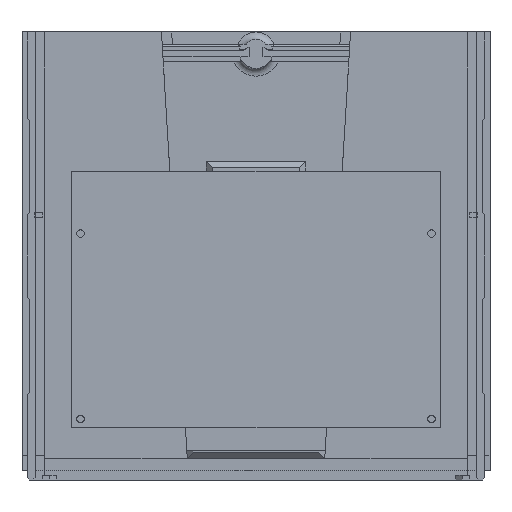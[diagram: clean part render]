
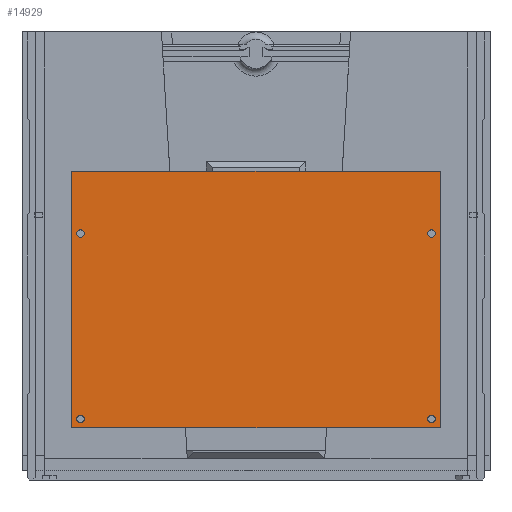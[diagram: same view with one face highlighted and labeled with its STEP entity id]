
A CAD part, top view. The second image highlights one B-rep face of the part: STEP entity #14929.
In plain terms, the highlighted planar face has unit normal (0, 0, 1).
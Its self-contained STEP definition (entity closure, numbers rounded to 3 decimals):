
#14589=CARTESIAN_POINT('',(74.,-139.,24.));
#14590=VERTEX_POINT('',#14589);
#14597=CARTESIAN_POINT('',(-74.,-139.,24.));
#14598=VERTEX_POINT('',#14597);
#14599=CARTESIAN_POINT('',(-74.,-139.,24.));
#14600=DIRECTION('',(1.,0.,0.));
#14601=VECTOR('',#14600,148.);
#14602=LINE('',#14599,#14601);
#14603=EDGE_CURVE('',#14598,#14590,#14602,.T.);
#14627=CARTESIAN_POINT('',(74.,-36.,24.));
#14628=VERTEX_POINT('',#14627);
#14635=CARTESIAN_POINT('',(74.,-139.,24.));
#14636=DIRECTION('',(-0.,1.,0.));
#14637=VECTOR('',#14636,103.);
#14638=LINE('',#14635,#14637);
#14639=EDGE_CURVE('',#14590,#14628,#14638,.T.);
#14658=CARTESIAN_POINT('',(-74.,-36.,24.));
#14659=VERTEX_POINT('',#14658);
#14666=CARTESIAN_POINT('',(74.,-36.,24.));
#14667=DIRECTION('',(-1.,-0.,0.));
#14668=VECTOR('',#14667,148.);
#14669=LINE('',#14666,#14668);
#14670=EDGE_CURVE('',#14628,#14659,#14669,.T.);
#14683=CARTESIAN_POINT('',(69.,-135.5,24.));
#14684=VERTEX_POINT('',#14683);
#14708=CARTESIAN_POINT('',(72.,-135.5,24.));
#14709=VERTEX_POINT('',#14708);
#14710=CARTESIAN_POINT('',(70.5,-135.5,24.));
#14711=DIRECTION('',(0.,0.,1.));
#14712=DIRECTION('',(1.,0.,-0.));
#14713=AXIS2_PLACEMENT_3D('',#14710,#14711,#14712);
#14714=CIRCLE('',#14713,1.5);
#14715=EDGE_CURVE('',#14684,#14709,#14714,.T.);
#14717=CARTESIAN_POINT('',(70.5,-135.5,24.));
#14718=DIRECTION('',(0.,0.,1.));
#14719=DIRECTION('',(1.,0.,-0.));
#14720=AXIS2_PLACEMENT_3D('',#14717,#14718,#14719);
#14721=CIRCLE('',#14720,1.5);
#14722=EDGE_CURVE('',#14709,#14684,#14721,.T.);
#14739=CARTESIAN_POINT('',(-74.,-36.,24.));
#14740=DIRECTION('',(0.,-1.,0.));
#14741=VECTOR('',#14740,103.);
#14742=LINE('',#14739,#14741);
#14743=EDGE_CURVE('',#14659,#14598,#14742,.T.);
#14756=CARTESIAN_POINT('',(-72.,-135.5,24.));
#14757=VERTEX_POINT('',#14756);
#14781=CARTESIAN_POINT('',(-69.,-135.5,24.));
#14782=VERTEX_POINT('',#14781);
#14783=CARTESIAN_POINT('',(-70.5,-135.5,24.));
#14784=DIRECTION('',(0.,0.,1.));
#14785=DIRECTION('',(1.,0.,-0.));
#14786=AXIS2_PLACEMENT_3D('',#14783,#14784,#14785);
#14787=CIRCLE('',#14786,1.5);
#14788=EDGE_CURVE('',#14757,#14782,#14787,.T.);
#14790=CARTESIAN_POINT('',(-70.5,-135.5,24.));
#14791=DIRECTION('',(0.,0.,1.));
#14792=DIRECTION('',(1.,0.,-0.));
#14793=AXIS2_PLACEMENT_3D('',#14790,#14791,#14792);
#14794=CIRCLE('',#14793,1.5);
#14795=EDGE_CURVE('',#14782,#14757,#14794,.T.);
#14807=CARTESIAN_POINT('',(-72.,-61.,24.));
#14808=VERTEX_POINT('',#14807);
#14832=CARTESIAN_POINT('',(-69.,-61.,24.));
#14833=VERTEX_POINT('',#14832);
#14834=CARTESIAN_POINT('',(-70.5,-61.,24.));
#14835=DIRECTION('',(0.,0.,1.));
#14836=DIRECTION('',(1.,0.,-0.));
#14837=AXIS2_PLACEMENT_3D('',#14834,#14835,#14836);
#14838=CIRCLE('',#14837,1.5);
#14839=EDGE_CURVE('',#14808,#14833,#14838,.T.);
#14841=CARTESIAN_POINT('',(-70.5,-61.,24.));
#14842=DIRECTION('',(0.,0.,1.));
#14843=DIRECTION('',(1.,0.,-0.));
#14844=AXIS2_PLACEMENT_3D('',#14841,#14842,#14843);
#14845=CIRCLE('',#14844,1.5);
#14846=EDGE_CURVE('',#14833,#14808,#14845,.T.);
#14858=CARTESIAN_POINT('',(69.,-61.,24.));
#14859=VERTEX_POINT('',#14858);
#14883=CARTESIAN_POINT('',(72.,-61.,24.));
#14884=VERTEX_POINT('',#14883);
#14885=CARTESIAN_POINT('',(70.5,-61.,24.));
#14886=DIRECTION('',(0.,0.,1.));
#14887=DIRECTION('',(1.,0.,-0.));
#14888=AXIS2_PLACEMENT_3D('',#14885,#14886,#14887);
#14889=CIRCLE('',#14888,1.5);
#14890=EDGE_CURVE('',#14859,#14884,#14889,.T.);
#14892=CARTESIAN_POINT('',(70.5,-61.,24.));
#14893=DIRECTION('',(0.,0.,1.));
#14894=DIRECTION('',(1.,0.,-0.));
#14895=AXIS2_PLACEMENT_3D('',#14892,#14893,#14894);
#14896=CIRCLE('',#14895,1.5);
#14897=EDGE_CURVE('',#14884,#14859,#14896,.T.);
#14902=CARTESIAN_POINT('',(0.,12.5,24.));
#14903=DIRECTION('',(0.,0.,1.));
#14904=DIRECTION('',(1.,0.,0.));
#14905=AXIS2_PLACEMENT_3D('',#14902,#14903,#14904);
#14906=PLANE('',#14905);
#14907=ORIENTED_EDGE('',*,*,#14839,.F.);
#14908=ORIENTED_EDGE('',*,*,#14846,.F.);
#14909=EDGE_LOOP('',(#14907,#14908));
#14910=FACE_BOUND('',#14909,.T.);
#14911=ORIENTED_EDGE('',*,*,#14788,.F.);
#14912=ORIENTED_EDGE('',*,*,#14795,.F.);
#14913=EDGE_LOOP('',(#14911,#14912));
#14914=FACE_BOUND('',#14913,.T.);
#14915=ORIENTED_EDGE('',*,*,#14603,.T.);
#14916=ORIENTED_EDGE('',*,*,#14639,.T.);
#14917=ORIENTED_EDGE('',*,*,#14670,.T.);
#14918=ORIENTED_EDGE('',*,*,#14743,.T.);
#14919=EDGE_LOOP('',(#14915,#14916,#14917,#14918));
#14920=FACE_BOUND('',#14919,.T.);
#14921=ORIENTED_EDGE('',*,*,#14715,.F.);
#14922=ORIENTED_EDGE('',*,*,#14722,.F.);
#14923=EDGE_LOOP('',(#14921,#14922));
#14924=FACE_BOUND('',#14923,.T.);
#14925=ORIENTED_EDGE('',*,*,#14890,.F.);
#14926=ORIENTED_EDGE('',*,*,#14897,.F.);
#14927=EDGE_LOOP('',(#14925,#14926));
#14928=FACE_BOUND('',#14927,.T.);
#14929=ADVANCED_FACE('',(#14910,#14914,#14920,#14924,#14928),#14906,.T.);
